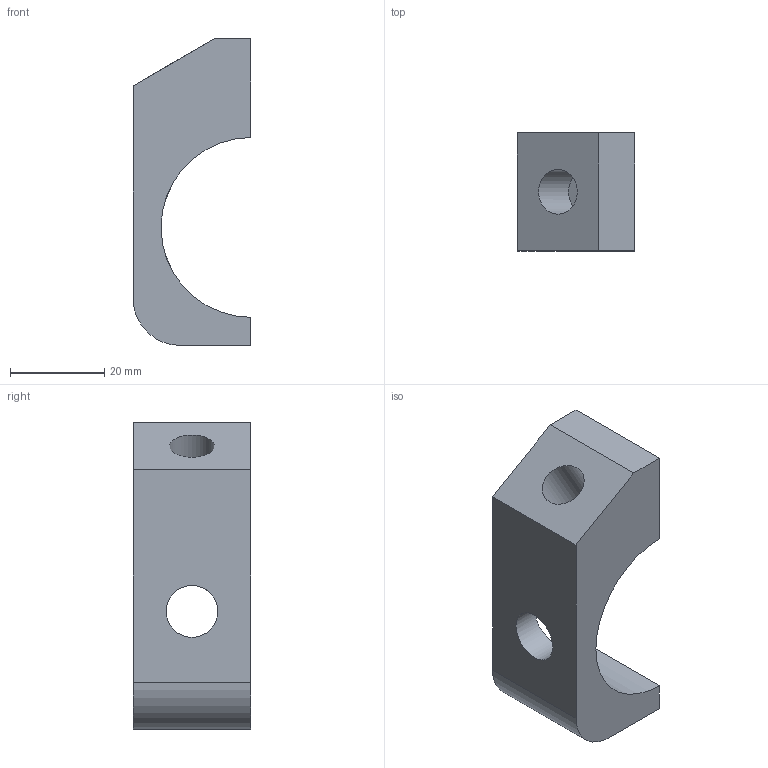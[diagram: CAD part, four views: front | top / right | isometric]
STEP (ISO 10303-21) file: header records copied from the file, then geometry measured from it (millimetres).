
FILE_DESCRIPTION(/* description */ (''),/* implementation_level */ '2;1');
FILE_NAME(/* name */ 'MECH460_panelmount_designreview_30-degree_connector.step',/* time_stamp */ '2022-11-13T16:35:08-05:00',/* author */ (''),/* organization */ (''),/* preprocessor_version */ 'ST-DEVELOPER v19.2',/* originating_system */ 'Autodesk Translation Framework v11.17.0.187',/* authorisation */ '');
FILE_SCHEMA (('AUTOMOTIVE_DESIGN { 1 0 10303 214 3 1 1 }'));
Length unit declared in the file: millimetre
Products named in the file (1): MECH460_panelmount_designreview_30-degree_connector
Bounding box: 25 x 25 x 65 mm (x, y, z)
Volume: 22187.5 mm3; surface area: 7054.7 mm2
Topology: 1 solids, 1 shells, 13 faces, 31 edges, 21 vertices
Faces by surface type: plane 9, cylinder 4
Full cylindrical faces by diameter (mm): 9.5 x1, 11 x1
Entity records: 447 total; most frequent: CARTESIAN_POINT 100, DIRECTION 64, ORIENTED_EDGE 62, EDGE_CURVE 31, LINE 22, VECTOR 22, VERTEX_POINT 21, AXIS2_PLACEMENT_3D 21
